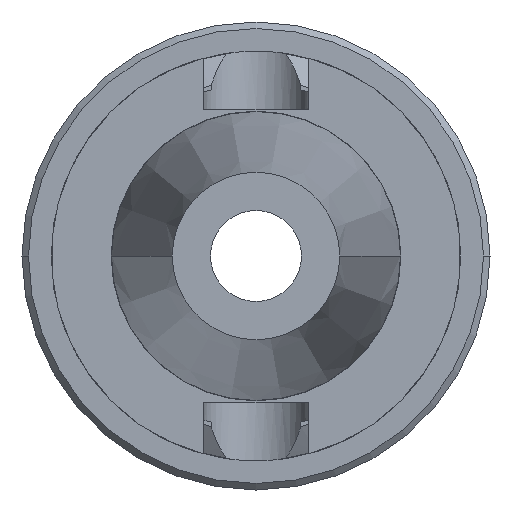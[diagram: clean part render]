
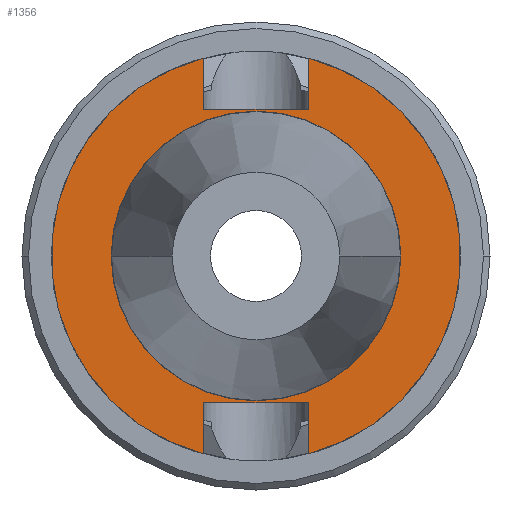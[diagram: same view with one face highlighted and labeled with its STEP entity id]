
A CAD part, left-side view. The second image highlights one B-rep face of the part: STEP entity #1356.
In plain terms, the highlighted planar face has unit normal (-1, 0, 0).
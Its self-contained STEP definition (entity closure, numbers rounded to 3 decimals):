
#328=CARTESIAN_POINT('',(2.,0.,0.));
#329=DIRECTION('',(-1.,0.,0.));
#330=DIRECTION('',(0.,0.256,0.967));
#331=AXIS2_PLACEMENT_3D('',#328,#329,#330);
#343=CARTESIAN_POINT('',(2.,0.,0.));
#344=DIRECTION('',(-1.,0.,0.));
#345=DIRECTION('',(0.,-0.256,-0.967));
#346=AXIS2_PLACEMENT_3D('',#343,#344,#345);
#366=DIRECTION('',(0.,1.,0.));
#367=VECTOR('',#366,16.1);
#368=CARTESIAN_POINT('',(2.,-8.05,-22.6));
#369=LINE('',#368,#367);
#373=DIRECTION('',(0.,0.,1.));
#374=VECTOR('',#373,7.854);
#375=CARTESIAN_POINT('',(2.,8.05,-30.454));
#376=LINE('',#375,#374);
#380=DIRECTION('',(0.,0.,-1.));
#381=VECTOR('',#380,7.854);
#382=CARTESIAN_POINT('',(2.,8.05,30.454));
#383=LINE('',#382,#381);
#387=DIRECTION('',(0.,1.,0.));
#388=VECTOR('',#387,16.1);
#389=CARTESIAN_POINT('',(2.,-8.05,22.6));
#390=LINE('',#389,#388);
#394=DIRECTION('',(0.,0.,-1.));
#395=VECTOR('',#394,7.854);
#396=CARTESIAN_POINT('',(2.,-8.05,30.454));
#397=LINE('',#396,#395);
#401=DIRECTION('',(0.,0.,1.));
#402=VECTOR('',#401,7.854);
#403=CARTESIAN_POINT('',(2.,-8.05,-30.454));
#404=LINE('',#403,#402);
#422=CARTESIAN_POINT('',(2.,0.,0.));
#423=DIRECTION('',(-1.,0.,0.));
#424=DIRECTION('',(0.,1.,0.));
#425=AXIS2_PLACEMENT_3D('',#422,#423,#424);
#430=CARTESIAN_POINT('',(2.,0.,0.));
#431=DIRECTION('',(1.,0.,0.));
#432=DIRECTION('',(0.,1.,0.));
#433=AXIS2_PLACEMENT_3D('',#430,#431,#432);
#947=CARTESIAN_POINT('',(2.,22.162,0.));
#949=VERTEX_POINT('',#947);
#957=CARTESIAN_POINT('',(2.,-22.162,0.));
#959=VERTEX_POINT('',#957);
#991=CARTESIAN_POINT('',(2.,8.05,30.454));
#992=VERTEX_POINT('',#991);
#993=CARTESIAN_POINT('',(2.,-8.05,30.454));
#994=VERTEX_POINT('',#993);
#995=CARTESIAN_POINT('',(2.,-8.05,22.6));
#996=CARTESIAN_POINT('',(2.,8.05,22.6));
#997=VERTEX_POINT('',#995);
#998=VERTEX_POINT('',#996);
#1019=CARTESIAN_POINT('',(2.,8.05,-30.454));
#1020=VERTEX_POINT('',#1019);
#1021=CARTESIAN_POINT('',(2.,-8.05,-30.454));
#1022=VERTEX_POINT('',#1021);
#1023=CARTESIAN_POINT('',(2.,-8.05,-22.6));
#1024=CARTESIAN_POINT('',(2.,8.05,-22.6));
#1025=VERTEX_POINT('',#1023);
#1026=VERTEX_POINT('',#1024);
#1331=CARTESIAN_POINT('',(2.,0.,0.));
#1332=DIRECTION('',(1.,0.,0.));
#1333=DIRECTION('',(0.,-1.,0.));
#1334=AXIS2_PLACEMENT_3D('',#1331,#1332,#1333);
#1335=PLANE('',#1334);
#1337=ORIENTED_EDGE('',*,*,#1336,.T.);
#1338=ORIENTED_EDGE('',*,*,#1290,.F.);
#1339=ORIENTED_EDGE('',*,*,#1311,.F.);
#1340=ORIENTED_EDGE('',*,*,#1244,.T.);
#1342=ORIENTED_EDGE('',*,*,#1341,.F.);
#1344=ORIENTED_EDGE('',*,*,#1343,.F.);
#1345=ORIENTED_EDGE('',*,*,#1323,.F.);
#1347=ORIENTED_EDGE('',*,*,#1346,.T.);
#1348=EDGE_LOOP('',(#1337,#1338,#1339,#1340,#1342,#1344,#1345,#1347));
#1349=FACE_OUTER_BOUND('',#1348,.F.);
#1351=ORIENTED_EDGE('',*,*,#1350,.T.);
#1353=ORIENTED_EDGE('',*,*,#1352,.F.);
#1354=EDGE_LOOP('',(#1351,#1353));
#1355=FACE_BOUND('',#1354,.F.);
#332=CIRCLE('',#331,31.5);
#347=CIRCLE('',#346,31.5);
#426=CIRCLE('',#425,22.162);
#434=CIRCLE('',#433,22.162);
#1244=EDGE_CURVE('',#992,#998,#383,.T.);
#1290=EDGE_CURVE('',#1020,#1026,#376,.T.);
#1311=EDGE_CURVE('',#992,#1020,#332,.T.);
#1323=EDGE_CURVE('',#1022,#994,#347,.T.);
#1336=EDGE_CURVE('',#1025,#1026,#369,.T.);
#1341=EDGE_CURVE('',#997,#998,#390,.T.);
#1343=EDGE_CURVE('',#994,#997,#397,.T.);
#1346=EDGE_CURVE('',#1022,#1025,#404,.T.);
#1350=EDGE_CURVE('',#949,#959,#426,.T.);
#1352=EDGE_CURVE('',#949,#959,#434,.T.);
#1356=ADVANCED_FACE('',(#1349,#1355),#1335,.F.);
